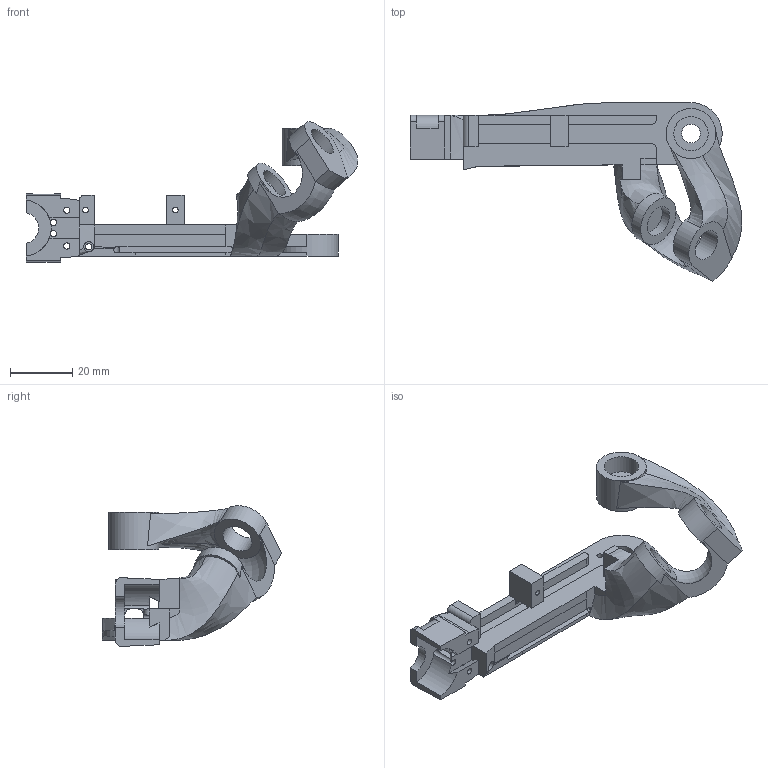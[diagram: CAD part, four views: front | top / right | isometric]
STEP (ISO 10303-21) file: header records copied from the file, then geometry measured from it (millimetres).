
FILE_DESCRIPTION(/* description */ ('STEP AP214'),/* implementation_level */ '2;1');
FILE_NAME(/* name */ '683c51174258294a187f3d97',/* time_stamp */ '2025-06-01T13:09:44Z',/* author */ (''),/* organization */ (''),/* preprocessor_version */ 'ST-DEVELOPER v20',/* originating_system */ 'ONSHAPE BY PTC INC, 1.198',/* authorisation */ ' ');
FILE_SCHEMA (('AUTOMOTIVE_DESIGN {1 0 10303 214 3 1 1}'));
Length unit declared in the file: metre
Products named in the file (1): Palm_BEARING_15
Bounding box: 106.28 x 57.38 x 45.12 mm (x, y, z)
Volume: 27438.1 mm3; surface area: 15184.9 mm2
Topology: 1 solids, 1 shells, 168 faces, 515 edges, 341 vertices
Faces by surface type: plane 80, cylinder 52, bspline 31, torus 5
Full cylindrical faces by diameter (mm): 1.8 x3, 1.972 x1, 2 x6, 3.2 x3, 6 x1, 8 x1, 10 x2, 11 x1, 16 x2, 18 x1, 20 x1
Entity records: 6552 total; most frequent: CARTESIAN_POINT 2270, ORIENTED_EDGE 950, DIRECTION 759, EDGE_CURVE 475, VERTEX_POINT 325, AXIS2_PLACEMENT_3D 264, LINE 231, VECTOR 231
